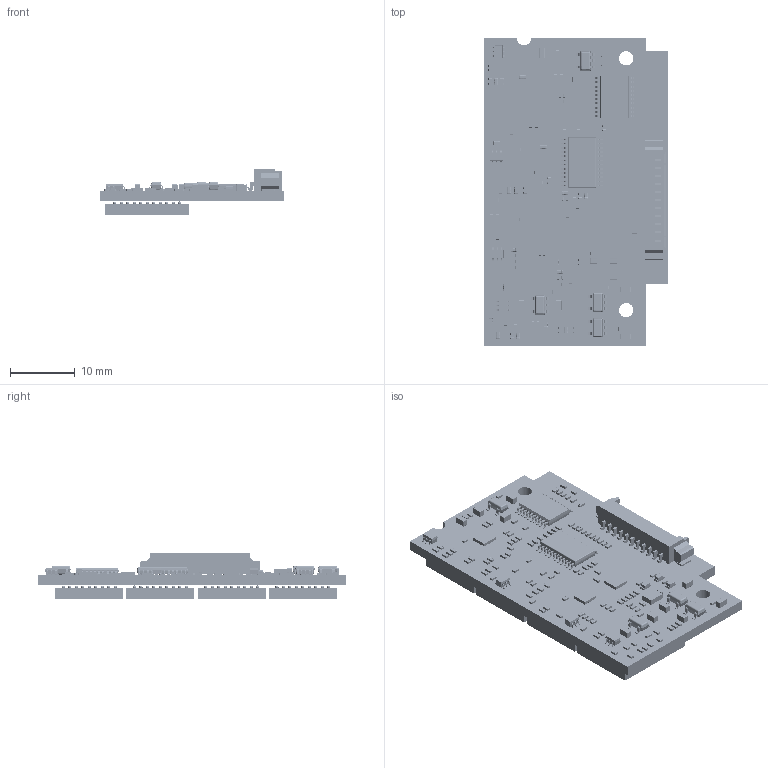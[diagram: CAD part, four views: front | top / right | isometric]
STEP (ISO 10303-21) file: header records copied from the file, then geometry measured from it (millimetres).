
FILE_DESCRIPTION(('Open CASCADE Model'),'2;1');
FILE_NAME('Open CASCADE Shape Model','2026-02-09T16:59:18',('Author'),( 'Open CASCADE'),'Open CASCADE STEP processor 7.5','Open CASCADE 7.5' ,'Unknown');
FILE_SCHEMA(('AUTOMOTIVE_DESIGN { 1 0 10303 214 1 1 1 1 }'));
Length unit declared in the file: millimetre
Products named in the file (171): PCB; Board; Open CASCADE STEP translator 7.5 1.1.1; R8; 6-1622826-4; R44; R43; C74; TACL335M003RTA; C15; capacitor-0402C; C82; R42; R41; R40; R39; R38; R37; R36; R35; R34; R33; R32; R31; R30; DO3; 150060xxx; housing; cover; base; Polarity Mark; DO2; DO1; R17; U18; 6651319680; U17; TCA6416APWR; U16; AP7366-W5-7 ...
Assembly tree (405 placements, depth 5):
  PCB
    Board
      Open CASCADE STEP translator 7.5 1.1.1
    R8
      6-1622826-4
    R44
      6-1622826-4
    R43
      6-1622826-4
    C74
      TACL335M003RTA
    C15
      capacitor-0402C
    C82
      capacitor-0402C
    R42
      6-1622826-4
    R41
      6-1622826-4
    R40
      6-1622826-4
    R39
      6-1622826-4
    R38
      6-1622826-4
    R37
      6-1622826-4
    R36
      6-1622826-4
    R35
      6-1622826-4
    R34
      6-1622826-4
    R33
      6-1622826-4
    R32
      6-1622826-4
    R31
      6-1622826-4
    R30
      6-1622826-4
    DO3
      150060xxx
        housing
        cover
        base  x2
        Polarity Mark
    DO2
      150060xxx
        housing
        cover
        base  x2
        Polarity Mark
    DO1
      150060xxx
        housing
        cover
        base  x2
        Polarity Mark
    R17
Bounding box: 28.5 x 47.5 x 7.13 mm (x, y, z)
Volume: 3379.3 mm3; surface area: 5924.4 mm2
Topology: 764 solids, 768 shells, 10839 faces, 26375 edges, 16148 vertices
Faces by surface type: plane 4737, cylinder 3526, bspline 1504, revolution 576, sphere 496
Full cylindrical faces by diameter (mm): 0.103 x1, 0.124 x3, 0.225 x1, 1.625 x4, 2.2 x2
Entity records: 61848 total; most frequent: CARTESIAN_POINT 11029, DIRECTION 8856, ORIENTED_EDGE 8303, EDGE_CURVE 4152, LINE 3384, VECTOR 3384, AXIS2_PLACEMENT_3D 2732, VERTEX_POINT 2710
